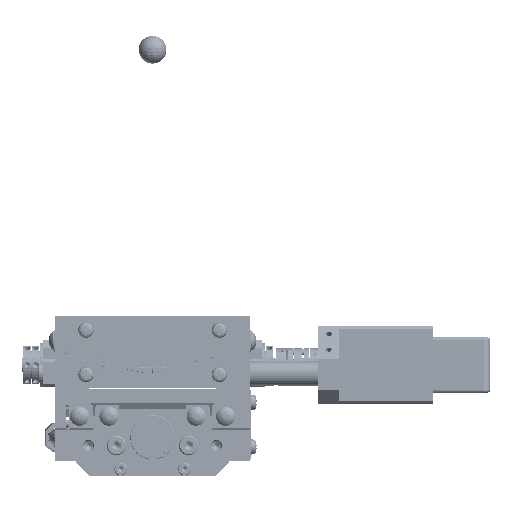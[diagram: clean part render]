
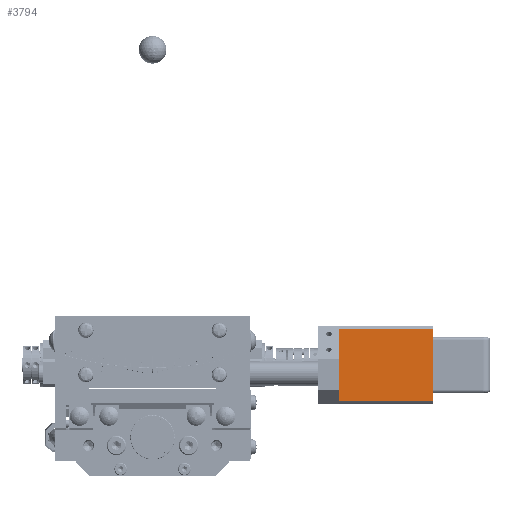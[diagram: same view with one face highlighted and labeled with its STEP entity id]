
A CAD part, left-side view. The second image highlights one B-rep face of the part: STEP entity #3794.
In plain terms, the highlighted planar face has unit normal (-1, 0, 0).
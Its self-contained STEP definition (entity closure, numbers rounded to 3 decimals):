
#3794=ADVANCED_FACE('',(#38166),#38165,.T.);
#38165=PLANE('',#90209);
#38166=FACE_OUTER_BOUND('',#90210,.T.);
#90206=CARTESIAN_POINT('',(-14.,-63.6,19.086));
#90207=DIRECTION('',(-1.,0.,0.));
#90208=DIRECTION('',(0.,-1.,0.));
#90209=AXIS2_PLACEMENT_3D('',#90206,#90207,#90208);
#90210=EDGE_LOOP('',(#126356,#126357,#126358,#126359));
#126356=ORIENTED_EDGE('',*,*,#149127,.T.);
#126357=ORIENTED_EDGE('',*,*,#149012,.T.);
#126358=ORIENTED_EDGE('',*,*,#149128,.T.);
#126359=ORIENTED_EDGE('',*,*,#149121,.F.);
#149012=EDGE_CURVE('',#206596,#206639,#206646,.T.);
#149121=EDGE_CURVE('',#207371,#207378,#207379,.T.);
#149127=EDGE_CURVE('',#207371,#206596,#207418,.T.);
#149128=EDGE_CURVE('',#206639,#207378,#207424,.T.);
#206596=VERTEX_POINT('',#289334);
#206639=VERTEX_POINT('',#289362);
#206646=LINE('',#289367,#289368);
#207371=VERTEX_POINT('',#289841);
#207378=VERTEX_POINT('',#289846);
#207379=LINE('',#289847,#289848);
#207418=LINE('',#289870,#289871);
#207424=LINE('',#289873,#289874);
#289334=CARTESIAN_POINT('',(-14.,-67.,47.345));
#289362=CARTESIAN_POINT('',(-14.,-67.,21.655));
#289367=CARTESIAN_POINT('',(-14.,-67.,47.345));
#289368=VECTOR('',#289369,25.69);
#289369=DIRECTION('',(0.,0.,-1.));
#289841=CARTESIAN_POINT('',(-14.,-101.,47.345));
#289846=CARTESIAN_POINT('',(-14.,-101.,21.655));
#289847=CARTESIAN_POINT('',(-14.,-101.,47.345));
#289848=VECTOR('',#289849,25.69);
#289849=DIRECTION('',(0.,0.,-1.));
#289870=CARTESIAN_POINT('',(-14.,-101.,47.345));
#289871=VECTOR('',#289872,34.);
#289872=DIRECTION('',(0.,1.,0.));
#289873=CARTESIAN_POINT('',(-14.,-67.,21.655));
#289874=VECTOR('',#289875,34.);
#289875=DIRECTION('',(0.,-1.,0.));
